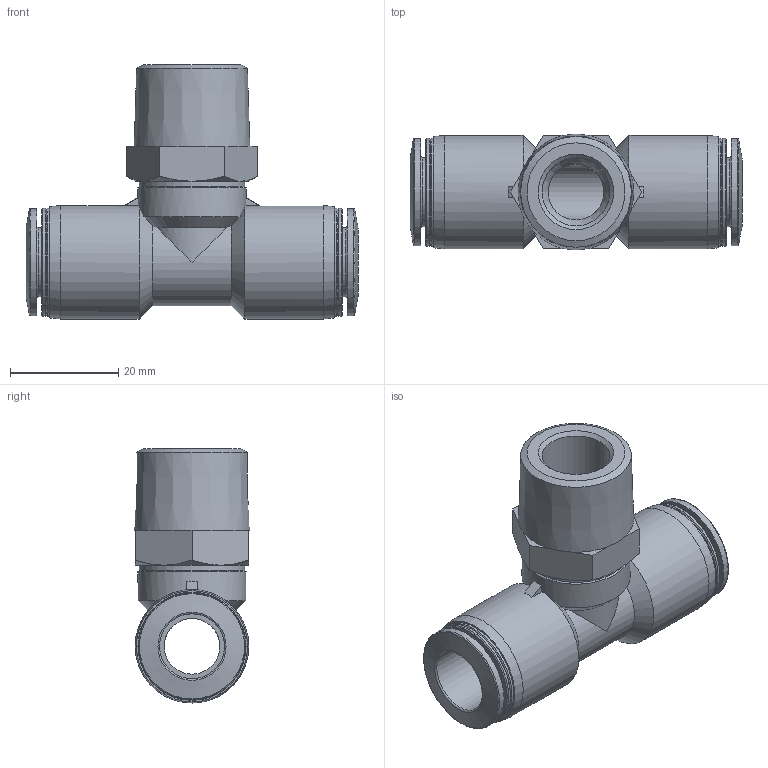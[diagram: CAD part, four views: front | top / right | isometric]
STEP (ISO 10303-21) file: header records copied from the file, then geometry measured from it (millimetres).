
FILE_DESCRIPTION(/* description */ ('STEP AP214'),/* implementation_level */ '2;1');
FILE_NAME(/* name */ '153115_QST-1_2-12',/* time_stamp */ '2024-09-11T17:31:16+02:00',/* author */ ('License CC BY-ND 4.0'),/* organization */ ('CADENAS'),/* preprocessor_version */ 'ST-DEVELOPER v19.3',/* originating_system */ 'PARTsolutions',/* authorisation */ ' ');
FILE_SCHEMA (('AUTOMOTIVE_DESIGN {1 0 10303 214 3 1 1}'));
Length unit declared in the file: millimetre
Products named in the file (1): 153115 QST-1/2-12
Bounding box: 61.4 x 21.34 x 47 mm (x, y, z)
Volume: 18154.9 mm3; surface area: 10271.2 mm2
Topology: 1 solids, 1 shells, 85 faces, 189 edges, 113 vertices
Faces by surface type: plane 34, cone 25, cylinder 20, torus 6
Full cylindrical faces by diameter (mm): 10.3 x2, 12 x2, 12.573 x1, 12.8 x2, 19.5 x1, 19.8 x2, 20 x5, 21 x2
Entity records: 2746 total; most frequent: CARTESIAN_POINT 424, DIRECTION 370, ORIENTED_EDGE 290, AXIS2_PLACEMENT_3D 167, EDGE_CURVE 145, EDGE_LOOP 134, FACE_BOUND 134, VERTEX_POINT 107
